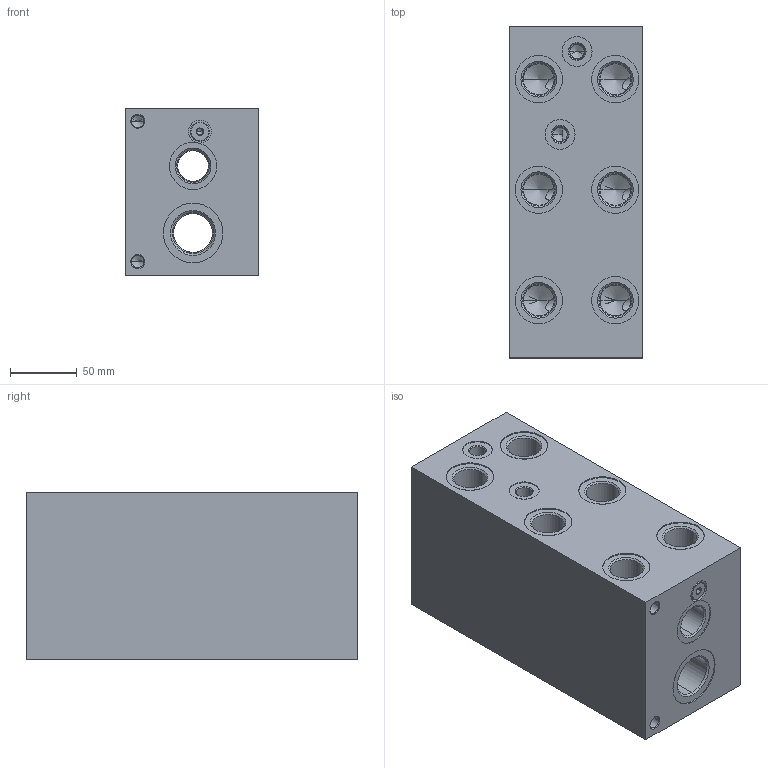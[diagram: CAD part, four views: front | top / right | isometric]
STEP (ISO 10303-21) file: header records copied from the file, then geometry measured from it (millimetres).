
FILE_DESCRIPTION((''),'2;1');
FILE_NAME('VRW_ASM','2019-10-28T',('ProEService'),(''),'PRO/ENGINEER BY PARAMETRIC TECHNOLOGY CORPORATION, 2014200','PRO/ENGINEER BY PARAMETRIC TECHNOLOGY CORPORATION, 2014200','');
FILE_SCHEMA(('CONFIG_CONTROL_DESIGN'));
Length unit declared in the file: inch
Products named in the file (3): 153-406-003; A330-006-004; VRW_ASM
Assembly tree (3 placements, depth 2):
  VRW_ASM
    153-406-003
    A330-006-004  x2
Bounding box: 100.03 x 247.65 x 125.43 mm (x, y, z)
Volume: 2547175 mm3; surface area: 242166.8 mm2
Topology: 3 solids, 3 shells, 415 faces, 1471 edges, 1250 vertices
Faces by surface type: cone 187, cylinder 170, plane 52, torus 6
Entity records: 16048 total; most frequent: CARTESIAN_POINT 4764, DIRECTION 2429, ORIENTED_EDGE 1976, EDGE_CURVE 988, AXIS2_PLACEMENT_3D 851, VECTOR 727, LINE 727, VERTEX_POINT 638
